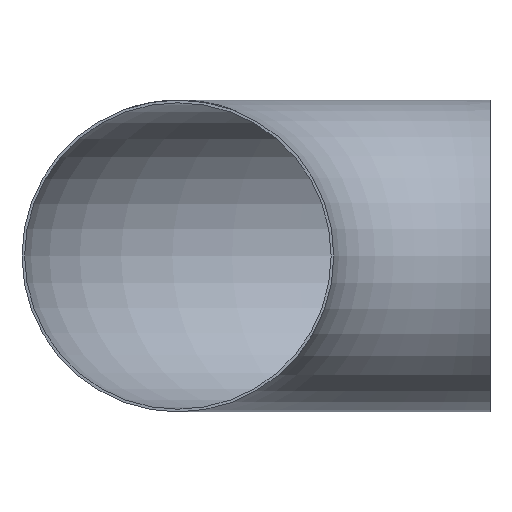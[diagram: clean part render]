
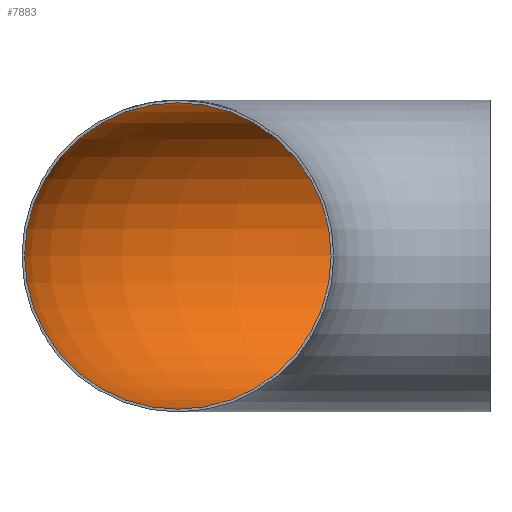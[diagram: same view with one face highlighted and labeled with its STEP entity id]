
A CAD part, front view. The second image highlights one B-rep face of the part: STEP entity #7883.
In plain terms, the highlighted toroidal (fillet/blend) face has major radius 356 mm and minor radius 174.8 mm.
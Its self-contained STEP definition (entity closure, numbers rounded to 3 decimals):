
#1152 = CIRCLE ( 'NONE', #2909, 174.8 ) ;
#2695 = CARTESIAN_POINT ( 'NONE',  ( 0., 0., 0. ) ) ;
#2909 = AXIS2_PLACEMENT_3D ( 'NONE', #20391, #20930, #6359 ) ;
#3437 = CARTESIAN_POINT ( 'NONE',  ( -356., 0., 174.8 ) ) ;
#5889 = AXIS2_PLACEMENT_3D ( 'NONE', #33516, #8587, #14234 ) ;
#6359 = DIRECTION ( 'NONE',  ( 0., 1., 0. ) ) ;
#7883 = ADVANCED_FACE ( 'NONE', ( #11807, #19317 ), #11339, .F. ) ;
#8587 = DIRECTION ( 'NONE',  ( 0., 1., 0. ) ) ;
#11339 = TOROIDAL_SURFACE ( 'NONE', #35153, 356., 174.8 ) ;
#11807 = FACE_OUTER_BOUND ( 'NONE', #33047, .T. ) ;
#13096 = ORIENTED_EDGE ( 'NONE', *, *, #17917, .T. ) ;
#14189 = DIRECTION ( 'NONE',  ( 0., 0., -1. ) ) ;
#14234 = DIRECTION ( 'NONE',  ( 0., 0., 1. ) ) ;
#14566 = VERTEX_POINT ( 'NONE', #3437 ) ;
#17316 = VERTEX_POINT ( 'NONE', #28404 ) ;
#17917 = EDGE_CURVE ( 'NONE', #17316, #17316, #1152, .T. ) ;
#19317 = FACE_OUTER_BOUND ( 'NONE', #31612, .T. ) ;
#19494 = DIRECTION ( 'NONE',  ( -1., 0., 0. ) ) ;
#20391 = CARTESIAN_POINT ( 'NONE',  ( 0., 356., 0. ) ) ;
#20930 = DIRECTION ( 'NONE',  ( 1., 0., 0. ) ) ;
#27982 = ORIENTED_EDGE ( 'NONE', *, *, #29513, .F. ) ;
#28404 = CARTESIAN_POINT ( 'NONE',  ( 0., 530.8, 0. ) ) ;
#29513 = EDGE_CURVE ( 'NONE', #14566, #14566, #31451, .T. ) ;
#31451 = CIRCLE ( 'NONE', #5889, 174.8 ) ;
#31612 = EDGE_LOOP ( 'NONE', ( #27982 ) ) ;
#33047 = EDGE_LOOP ( 'NONE', ( #13096 ) ) ;
#33516 = CARTESIAN_POINT ( 'NONE',  ( -356., 0., 0. ) ) ;
#35153 = AXIS2_PLACEMENT_3D ( 'NONE', #2695, #14189, #19494 ) ;
